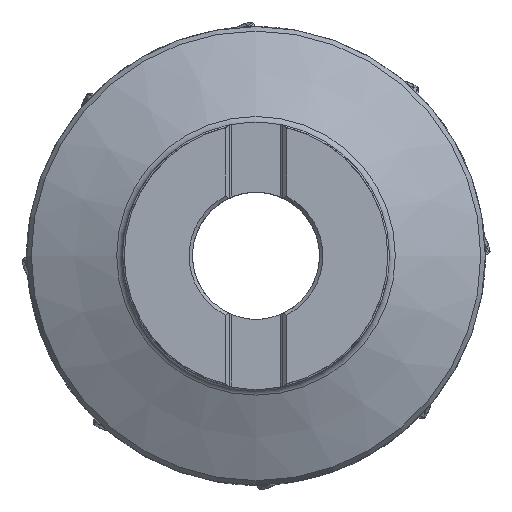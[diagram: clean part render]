
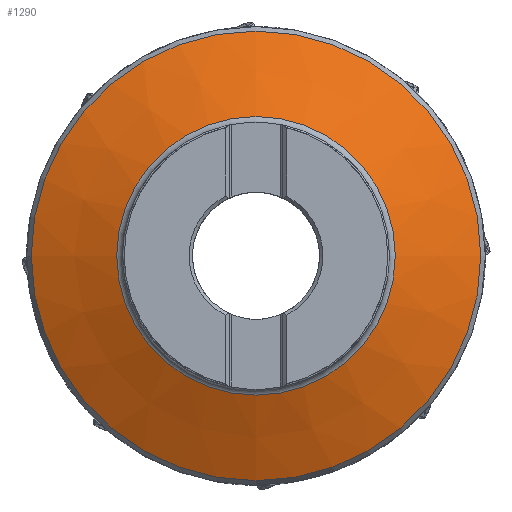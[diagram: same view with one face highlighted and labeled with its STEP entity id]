
A CAD part, top view. The second image highlights one B-rep face of the part: STEP entity #1290.
In plain terms, the highlighted conical face has half-angle 65.146 degrees and reference radius 67.352 mm.
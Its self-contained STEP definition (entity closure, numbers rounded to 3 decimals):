
#302=CONICAL_SURFACE('',#12886,67.352,65.146);
#1290=ADVANCED_FACE('S9',(#2530,#2531),#302,.T.);
#2306=CIRCLE('',#12884,41.739);
#2307=CIRCLE('',#12885,67.352);
#2530=FACE_BOUND('',#2880,.T.);
#2531=FACE_BOUND('',#2881,.T.);
#2880=EDGE_LOOP('',(#6013));
#2881=EDGE_LOOP('',(#6014));
#6013=ORIENTED_EDGE('',*,*,#10503,.T.);
#6014=ORIENTED_EDGE('',*,*,#10504,.F.);
#9193=VERTEX_POINT('',#19671);
#9194=VERTEX_POINT('',#19673);
#10503=EDGE_CURVE('',#9193,#9193,#2306,.T.);
#10504=EDGE_CURVE('',#9194,#9194,#2307,.T.);
#12884=AXIS2_PLACEMENT_3D('',#19670,#14539,#14540);
#12885=AXIS2_PLACEMENT_3D('',#19672,#14541,#14542);
#12886=AXIS2_PLACEMENT_3D('',#19674,#14543,#14544);
#14539=DIRECTION('',(0.,0.,-1.));
#14540=DIRECTION('',(-1.,0.,0.));
#14541=DIRECTION('',(0.,0.,-1.));
#14542=DIRECTION('',(-1.,0.,0.));
#14543=DIRECTION('',(0.,0.,-1.));
#14544=DIRECTION('',(-1.,0.,0.));
#19670=CARTESIAN_POINT('',(0.,0.,-20.806));
#19671=CARTESIAN_POINT('',(-41.739,0.,-20.806));
#19672=CARTESIAN_POINT('',(0.,0.,-32.67));
#19673=CARTESIAN_POINT('',(-67.352,0.,-32.67));
#19674=CARTESIAN_POINT('',(0.,0.,-32.67));
